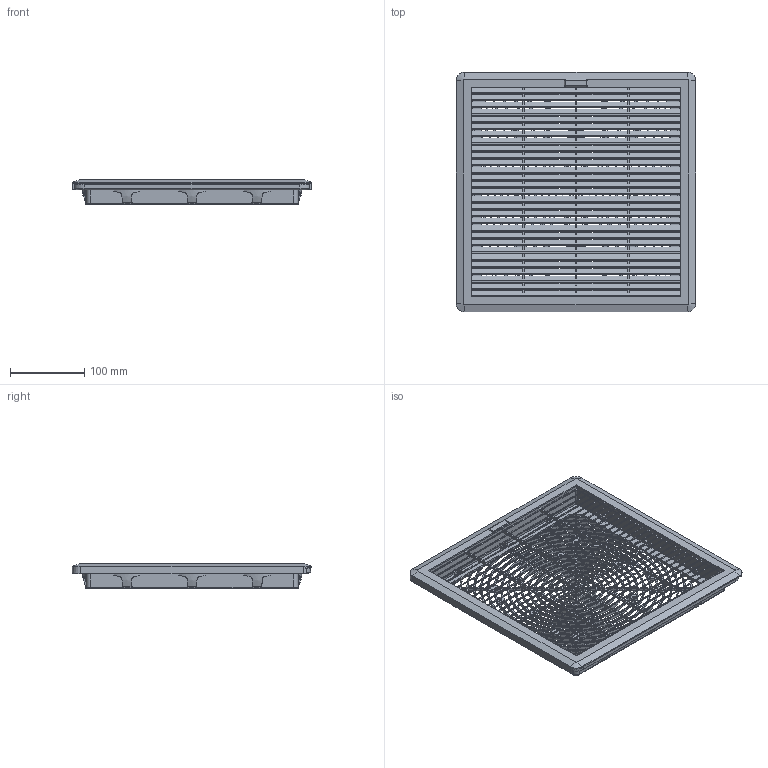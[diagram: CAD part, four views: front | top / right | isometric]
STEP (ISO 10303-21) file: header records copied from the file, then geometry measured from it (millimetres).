
FILE_DESCRIPTION(/* description */ (''),/* implementation_level */ '2;1');
FILE_NAME(/* name */ 'NLА-30.step',/* time_stamp */ '2022-06-22T11:42:51+03:00',/* author */ (''),/* organization */ (''),/* preprocessor_version */ 'ST-DEVELOPER v19',/* originating_system */ 'Autodesk Translation Framework v11.7.0.108',/* authorisation */ '');
FILE_SCHEMA (('AUTOMOTIVE_DESIGN { 1 0 10303 214 3 1 1 }'));
Length unit declared in the file: millimetre
Products named in the file (6): (Unsaved); NLF-30_СБ; NLF-30_Корпус; ЛОГО; NLF-30_Крышка; NLF _ защелка
Assembly tree (16 placements, depth 3):
  (Unsaved)
    NLF-30_СБ
      NLF _ защелка  x12
      NLF-30_Корпус
      ЛОГО
      NLF-30_Крышка
Bounding box: 324 x 323.78 x 33.5 mm (x, y, z)
Volume: 478990.6 mm3; surface area: 523523.2 mm2
Topology: 16 solids, 16 shells, 1853 faces, 5616 edges, 3678 vertices
Faces by surface type: plane 1241, cylinder 516, bspline 48, cone 24, torus 20, sphere 4
Full cylindrical faces by diameter (mm): 3 x18, 5.5 x18
Entity records: 53255 total; most frequent: CARTESIAN_POINT 9467, ORIENTED_EDGE 9318, DIRECTION 8680, EDGE_CURVE 4659, LINE 3638, VECTOR 3638, VERTEX_POINT 3040, AXIS2_PLACEMENT_3D 2521
